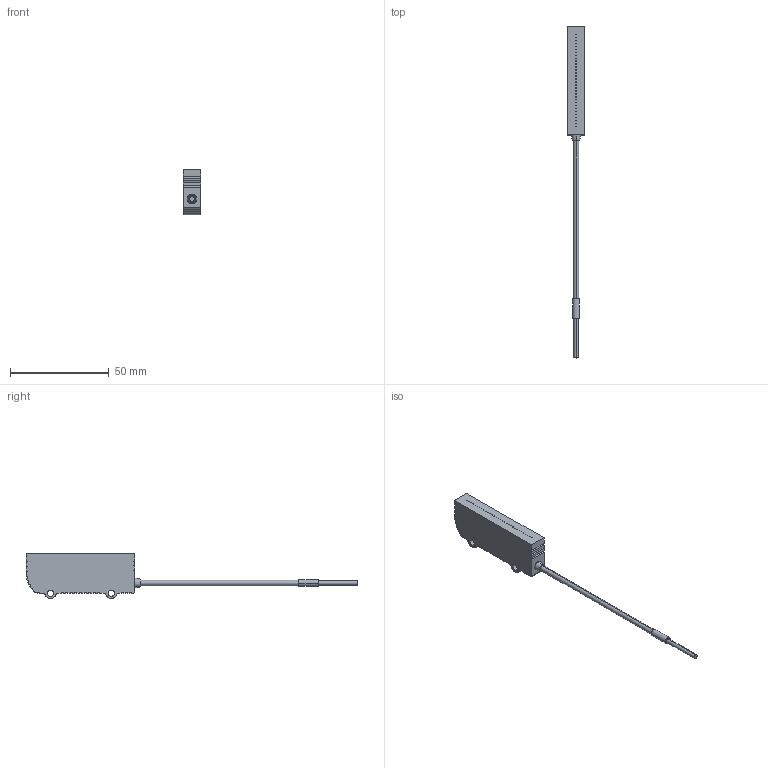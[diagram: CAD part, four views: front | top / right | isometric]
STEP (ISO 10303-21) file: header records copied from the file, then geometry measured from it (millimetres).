
FILE_DESCRIPTION((''),'2;1');
FILE_NAME('194163_ASM','2016-03-24T',('PDMAdmin'),(''),'PRO/ENGINEER BY PARAMETRIC TECHNOLOGY CORPORATION, 2013230','PRO/ENGINEER BY PARAMETRIC TECHNOLOGY CORPORATION, 2013230','');
FILE_SCHEMA(('CONFIG_CONTROL_DESIGN'));
Length unit declared in the file: millimetre
Products named in the file (3): 97777; 97777_ASM; 194163_ASM
Assembly tree (2 placements, depth 3):
  194163_ASM
    97777_ASM
      97777
Bounding box: 8.7 x 168.2 x 23 mm (x, y, z)
Volume: 10278.6 mm3; surface area: 4827.2 mm2
Topology: 1 solids, 1 shells, 177 faces, 451 edges, 312 vertices
Faces by surface type: cylinder 113, plane 62, cone 2
Entity records: 5643 total; most frequent: DIRECTION 1081, CARTESIAN_POINT 946, ORIENTED_EDGE 902, EDGE_CURVE 451, AXIS2_PLACEMENT_3D 447, VERTEX_POINT 312, CIRCLE 264, EDGE_LOOP 217
